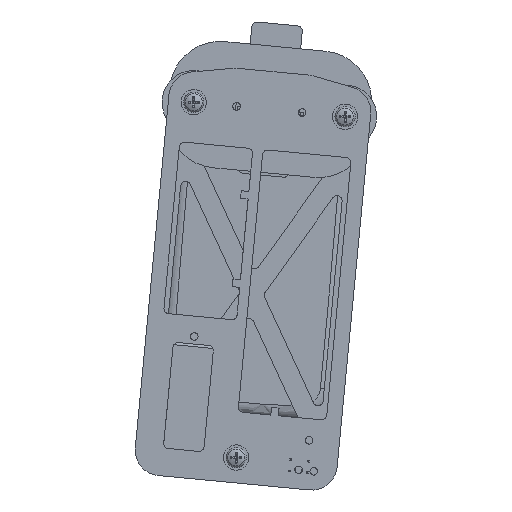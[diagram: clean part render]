
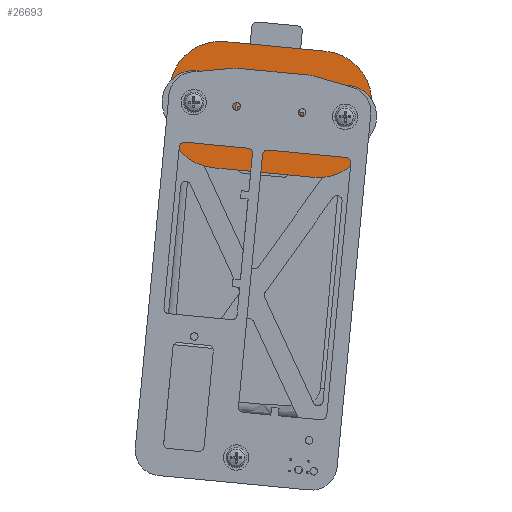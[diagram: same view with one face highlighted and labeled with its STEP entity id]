
A CAD part, front view. The second image highlights one B-rep face of the part: STEP entity #26693.
In plain terms, the highlighted face is planar.
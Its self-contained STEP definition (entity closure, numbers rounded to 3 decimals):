
#2254=LINE('',#38041,#5315);
#2258=LINE('',#38053,#5319);
#2262=LINE('',#38065,#5323);
#2265=LINE('',#38074,#5326);
#2269=LINE('',#38098,#5330);
#2273=LINE('',#38110,#5334);
#2277=LINE('',#38122,#5338);
#2281=LINE('',#38132,#5342);
#5315=VECTOR('',#30713,10.);
#5319=VECTOR('',#30725,10.);
#5323=VECTOR('',#30737,10.);
#5326=VECTOR('',#30748,10.);
#5330=VECTOR('',#30772,10.);
#5334=VECTOR('',#30784,10.);
#5338=VECTOR('',#30796,10.);
#5342=VECTOR('',#30808,10.);
#8258=PLANE('',#28266);
#8962=FACE_BOUND('',#10506,.T.);
#8963=FACE_BOUND('',#10507,.T.);
#8964=FACE_BOUND('',#10508,.T.);
#9249=FACE_OUTER_BOUND('',#10505,.T.);
#10505=EDGE_LOOP('',(#20793,#20794,#20795,#20796,#20797,#20798,#20799,#20800));
#10506=EDGE_LOOP('',(#20801,#20802,#20803,#20804,#20805,#20806,#20807,#20808));
#10507=EDGE_LOOP('',(#20809));
#10508=EDGE_LOOP('',(#20810));
#11833=CIRCLE('',#28229,2.);
#11835=CIRCLE('',#28233,2.);
#11837=CIRCLE('',#28237,2.);
#11839=CIRCLE('',#28241,2.);
#11840=CIRCLE('',#28244,2.5);
#11842=CIRCLE('',#28247,2.5);
#11845=CIRCLE('',#28251,20.);
#11847=CIRCLE('',#28255,20.);
#11849=CIRCLE('',#28259,20.);
#11851=CIRCLE('',#28263,20.);
#12813=VERTEX_POINT('',#38031);
#12814=VERTEX_POINT('',#38033);
#12816=VERTEX_POINT('',#38039);
#12818=VERTEX_POINT('',#38045);
#12820=VERTEX_POINT('',#38051);
#12822=VERTEX_POINT('',#38057);
#12824=VERTEX_POINT('',#38063);
#12826=VERTEX_POINT('',#38069);
#12827=VERTEX_POINT('',#38076);
#12829=VERTEX_POINT('',#38081);
#12833=VERTEX_POINT('',#38089);
#12834=VERTEX_POINT('',#38091);
#12836=VERTEX_POINT('',#38097);
#12838=VERTEX_POINT('',#38103);
#12840=VERTEX_POINT('',#38109);
#12842=VERTEX_POINT('',#38115);
#12844=VERTEX_POINT('',#38121);
#12846=VERTEX_POINT('',#38127);
#16351=EDGE_CURVE('',#12814,#12813,#11833,.T.);
#16355=EDGE_CURVE('',#12813,#12816,#2254,.T.);
#16358=EDGE_CURVE('',#12816,#12818,#11835,.T.);
#16361=EDGE_CURVE('',#12818,#12820,#2258,.T.);
#16364=EDGE_CURVE('',#12820,#12822,#11837,.T.);
#16367=EDGE_CURVE('',#12822,#12824,#2262,.T.);
#16370=EDGE_CURVE('',#12824,#12826,#11839,.T.);
#16372=EDGE_CURVE('',#12826,#12814,#2265,.T.);
#16373=EDGE_CURVE('',#12827,#12827,#11840,.T.);
#16375=EDGE_CURVE('',#12829,#12829,#11842,.T.);
#16379=EDGE_CURVE('',#12834,#12833,#11845,.T.);
#16382=EDGE_CURVE('',#12836,#12834,#2269,.T.);
#16385=EDGE_CURVE('',#12838,#12836,#11847,.T.);
#16388=EDGE_CURVE('',#12840,#12838,#2273,.T.);
#16391=EDGE_CURVE('',#12842,#12840,#11849,.T.);
#16394=EDGE_CURVE('',#12844,#12842,#2277,.T.);
#16397=EDGE_CURVE('',#12846,#12844,#11851,.T.);
#16400=EDGE_CURVE('',#12833,#12846,#2281,.T.);
#20793=ORIENTED_EDGE('',*,*,#16400,.T.);
#20794=ORIENTED_EDGE('',*,*,#16397,.T.);
#20795=ORIENTED_EDGE('',*,*,#16394,.T.);
#20796=ORIENTED_EDGE('',*,*,#16391,.T.);
#20797=ORIENTED_EDGE('',*,*,#16388,.T.);
#20798=ORIENTED_EDGE('',*,*,#16385,.T.);
#20799=ORIENTED_EDGE('',*,*,#16382,.T.);
#20800=ORIENTED_EDGE('',*,*,#16379,.T.);
#20801=ORIENTED_EDGE('',*,*,#16351,.T.);
#20802=ORIENTED_EDGE('',*,*,#16355,.T.);
#20803=ORIENTED_EDGE('',*,*,#16358,.T.);
#20804=ORIENTED_EDGE('',*,*,#16361,.T.);
#20805=ORIENTED_EDGE('',*,*,#16364,.T.);
#20806=ORIENTED_EDGE('',*,*,#16367,.T.);
#20807=ORIENTED_EDGE('',*,*,#16370,.T.);
#20808=ORIENTED_EDGE('',*,*,#16372,.T.);
#20809=ORIENTED_EDGE('',*,*,#16373,.T.);
#20810=ORIENTED_EDGE('',*,*,#16375,.T.);
#26693=ADVANCED_FACE('',(#9249,#8962,#8963,#8964),#8258,.T.);
#28229=AXIS2_PLACEMENT_3D('',#38034,#30706,#30707);
#28233=AXIS2_PLACEMENT_3D('',#38047,#30719,#30720);
#28237=AXIS2_PLACEMENT_3D('',#38059,#30731,#30732);
#28241=AXIS2_PLACEMENT_3D('',#38071,#30743,#30744);
#28244=AXIS2_PLACEMENT_3D('',#38077,#30751,#30752);
#28247=AXIS2_PLACEMENT_3D('',#38082,#30757,#30758);
#28251=AXIS2_PLACEMENT_3D('',#38092,#30766,#30767);
#28255=AXIS2_PLACEMENT_3D('',#38104,#30778,#30779);
#28259=AXIS2_PLACEMENT_3D('',#38116,#30790,#30791);
#28263=AXIS2_PLACEMENT_3D('',#38128,#30802,#30803);
#28266=AXIS2_PLACEMENT_3D('',#38134,#30811,#30812);
#30706=DIRECTION('center_axis',(0.,-1.,0.));
#30707=DIRECTION('ref_axis',(0.,0.,1.));
#30713=DIRECTION('',(1.,0.,0.));
#30719=DIRECTION('center_axis',(0.,-1.,0.));
#30720=DIRECTION('ref_axis',(-1.,0.,0.));
#30725=DIRECTION('',(0.,0.,1.));
#30731=DIRECTION('center_axis',(0.,-1.,0.));
#30732=DIRECTION('ref_axis',(0.,0.,-1.));
#30737=DIRECTION('',(-1.,0.,0.));
#30743=DIRECTION('center_axis',(0.,-1.,0.));
#30744=DIRECTION('ref_axis',(1.,0.,0.));
#30748=DIRECTION('',(0.,0.,-1.));
#30751=DIRECTION('center_axis',(0.,-1.,0.));
#30752=DIRECTION('ref_axis',(1.,0.,0.));
#30757=DIRECTION('center_axis',(0.,-1.,0.));
#30758=DIRECTION('ref_axis',(1.,0.,0.));
#30766=DIRECTION('center_axis',(0.,1.,0.));
#30767=DIRECTION('ref_axis',(0.,0.,1.));
#30772=DIRECTION('',(-1.,0.,0.));
#30778=DIRECTION('center_axis',(0.,1.,0.));
#30779=DIRECTION('ref_axis',(-1.,0.,0.));
#30784=DIRECTION('',(0.,0.,-1.));
#30790=DIRECTION('center_axis',(0.,1.,0.));
#30791=DIRECTION('ref_axis',(0.,0.,-1.));
#30796=DIRECTION('',(1.,0.,0.));
#30802=DIRECTION('center_axis',(0.,1.,0.));
#30803=DIRECTION('ref_axis',(1.,0.,0.));
#30808=DIRECTION('',(0.,0.,1.));
#30811=DIRECTION('center_axis',(0.,1.,0.));
#30812=DIRECTION('ref_axis',(0.,0.,1.));
#38031=CARTESIAN_POINT('',(-33.,2.,-50.));
#38033=CARTESIAN_POINT('',(-35.,2.,-48.));
#38034=CARTESIAN_POINT('Origin',(-33.,2.,-48.));
#38039=CARTESIAN_POINT('',(-17.,2.,-50.));
#38041=CARTESIAN_POINT('',(-21.,2.,-50.));
#38045=CARTESIAN_POINT('',(-15.,2.,-48.));
#38047=CARTESIAN_POINT('Origin',(-17.,2.,-48.));
#38051=CARTESIAN_POINT('',(-15.,2.,-32.));
#38053=CARTESIAN_POINT('',(-15.,2.,-36.));
#38057=CARTESIAN_POINT('',(-17.,2.,-30.));
#38059=CARTESIAN_POINT('Origin',(-17.,2.,-32.));
#38063=CARTESIAN_POINT('',(-33.,2.,-30.));
#38065=CARTESIAN_POINT('',(-29.,2.,-30.));
#38069=CARTESIAN_POINT('',(-35.,2.,-32.));
#38071=CARTESIAN_POINT('Origin',(-33.,2.,-32.));
#38074=CARTESIAN_POINT('',(-35.,2.,-44.));
#38076=CARTESIAN_POINT('',(-27.5,2.,-70.));
#38077=CARTESIAN_POINT('Origin',(-25.,2.,-70.));
#38081=CARTESIAN_POINT('',(-27.5,2.,-10.));
#38082=CARTESIAN_POINT('Origin',(-25.,2.,-10.));
#38089=CARTESIAN_POINT('',(-50.,2.,-60.));
#38091=CARTESIAN_POINT('',(-30.,2.,-80.));
#38092=CARTESIAN_POINT('Origin',(-30.,2.,-60.));
#38097=CARTESIAN_POINT('',(-20.,2.,-80.));
#38098=CARTESIAN_POINT('',(-30.,2.,-80.));
#38103=CARTESIAN_POINT('',(0.,2.,-60.));
#38104=CARTESIAN_POINT('Origin',(-20.,2.,-60.));
#38109=CARTESIAN_POINT('',(0.,2.,-20.));
#38110=CARTESIAN_POINT('',(0.,2.,-60.));
#38115=CARTESIAN_POINT('',(-20.,2.,0.));
#38116=CARTESIAN_POINT('Origin',(-20.,2.,-20.));
#38121=CARTESIAN_POINT('',(-30.,2.,0.));
#38122=CARTESIAN_POINT('',(-20.,2.,0.));
#38127=CARTESIAN_POINT('',(-50.,2.,-20.));
#38128=CARTESIAN_POINT('Origin',(-30.,2.,-20.));
#38132=CARTESIAN_POINT('',(-50.,2.,-20.));
#38134=CARTESIAN_POINT('Origin',(-25.,2.,-40.));
